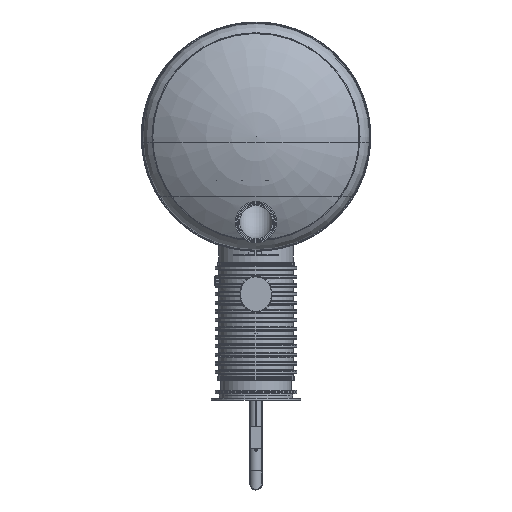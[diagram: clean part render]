
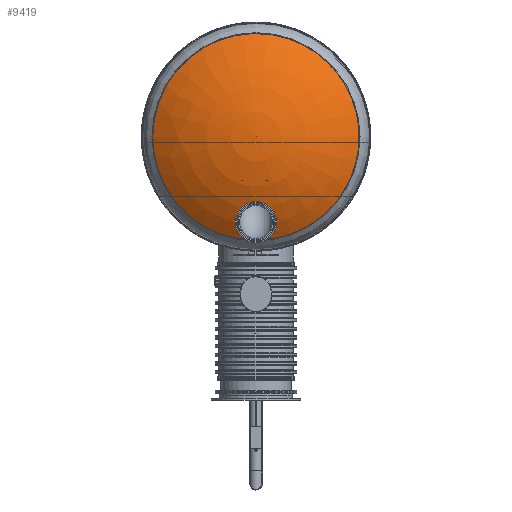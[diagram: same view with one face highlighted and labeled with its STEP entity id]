
A CAD part, left-side view. The second image highlights one B-rep face of the part: STEP entity #9419.
In plain terms, the highlighted toroidal (fillet/blend) face has major radius 3.933 mm and minor radius 1600 mm.
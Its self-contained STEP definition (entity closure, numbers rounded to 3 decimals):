
#1582=VERTEX_LOOP('',#5602);
#1584=DEGENERATE_TOROIDAL_SURFACE('',#10501,3.933,1600.,.F.);
#1589=B_SPLINE_CURVE_WITH_KNOTS('',3,(#14891,#14892,#14893,#14894,#14895,
#14896,#14897,#14898,#14899,#14900,#14901,#14902,#14903,#14904,#14905,#14906,
#14907,#14908,#14909,#14910,#14911,#14912,#14913,#14914,#14915,#14916,#14917,
#14918,#14919,#14920,#14921,#14922,#14923,#14924,#14925,#14926,#14927,#14928,
#14929,#14930,#14931,#14932,#14933,#14934,#14935,#14936,#14937,#14938,#14939,
#14940,#14941,#14942,#14943,#14944,#14945,#14946,#14947,#14948,#14949,#14950,
#14951,#14952,#14953,#14954,#14955,#14956,#14957,#14958,#14959,#14960,#14961,
#14962,#14963,#14964,#14965,#14966,#14967,#14968,#14969,#14970,#14971,#14972,
#14973),.UNSPECIFIED.,.T.,.F.,(1,1,1,1,1,1,1,1,1,1,1,1,1,1,1,1,1,1,1,1,
1,1,1,1,1,1,1,1,1,1,1,1,1,1,1,1,1,1,1,1,1,1,1,1,1,1,1,1,1,1,1,1,1,1,1,1,
1,1,1,1,1,1,1,1,1,1,1,1,1,1,1,1,1,1,1,1,1,1,1,1,1,1,1,1,1,1,1),(-0.033,
-0.016,-0.008,0.,0.016,
0.033,0.049,0.058,0.066,
0.082,0.099,0.115,0.132,
0.148,0.165,0.181,0.198,
0.214,0.231,0.247,0.255,
0.264,0.28,0.297,0.313,
0.329,0.346,0.354,0.362,
0.379,0.395,0.412,0.42,
0.428,0.445,0.461,0.478,
0.486,0.494,0.502,0.511,
0.527,0.544,0.552,0.56,
0.568,0.577,0.593,0.61,
0.618,0.626,0.642,0.659,
0.667,0.675,0.692,0.708,
0.717,0.725,0.741,0.758,
0.774,0.791,0.807,0.824,
0.84,0.857,0.865,0.873,
0.881,0.89,0.922,0.931,
0.939,0.955,0.972,0.988,
0.997,1.005,1.013,1.021,1.038,
1.046,1.054,1.071,1.087,1.104),
 .UNSPECIFIED.);
#1897=ORIENTED_EDGE('',*,*,#4367,.F.);
#1898=ORIENTED_EDGE('',*,*,#4368,.F.);
#4367=EDGE_CURVE('',#5603,#5603,#6549,.T.);
#4368=EDGE_CURVE('',#5604,#5604,#1589,.T.);
#5602=VERTEX_POINT('',#14888);
#5603=VERTEX_POINT('',#14890);
#5604=VERTEX_POINT('',#14974);
#6549=CIRCLE('',#10502,923.143);
#7150=EDGE_LOOP('',(#1897));
#7151=EDGE_LOOP('',(#1898));
#8281=FACE_BOUND('',#1582,.T.);
#8282=FACE_BOUND('',#7150,.T.);
#8283=FACE_BOUND('',#7151,.T.);
#9419=ADVANCED_FACE('',(#8281,#8282,#8283),#1584,.F.);
#10501=AXIS2_PLACEMENT_3D('',#14887,#11836,#11837);
#10502=AXIS2_PLACEMENT_3D('',#14889,#11838,#11839);
#11836=DIRECTION('',(0.,0.,-1.));
#11837=DIRECTION('',(-1.,0.,0.));
#11838=DIRECTION('',(0.,0.,-1.));
#11839=DIRECTION('',(-1.,0.,0.));
#14887=CARTESIAN_POINT('',(0.,0.,-1239.989));
#14888=CARTESIAN_POINT('',(0.,0.,360.006));
#14889=CARTESIAN_POINT('',(0.,0.,64.055));
#14890=CARTESIAN_POINT('',(-923.143,0.,64.055));
#14891=CARTESIAN_POINT('',(-125.788,662.566,209.11));
#14892=CARTESIAN_POINT('',(-119.383,654.493,213.349));
#14893=CARTESIAN_POINT('',(-110.64,645.001,218.318));
#14894=CARTESIAN_POINT('',(-99.026,634.644,223.72));
#14895=CARTESIAN_POINT('',(-88.378,626.892,227.749));
#14896=CARTESIAN_POINT('',(-79.22,621.245,230.678));
#14897=CARTESIAN_POINT('',(-69.823,616.097,233.344));
#14898=CARTESIAN_POINT('',(-57.602,610.568,236.202));
#14899=CARTESIAN_POINT('',(-42.201,605.412,238.862));
#14900=CARTESIAN_POINT('',(-25.93,601.805,240.72));
#14901=CARTESIAN_POINT('',(-9.577,599.959,241.669));
#14902=CARTESIAN_POINT('',(6.892,599.809,241.747));
#14903=CARTESIAN_POINT('',(23.562,601.428,240.914));
#14904=CARTESIAN_POINT('',(39.647,604.733,239.211));
#14905=CARTESIAN_POINT('',(55.218,609.644,236.679));
#14906=CARTESIAN_POINT('',(70.268,616.184,233.299));
#14907=CARTESIAN_POINT('',(84.203,624.036,229.232));
#14908=CARTESIAN_POINT('',(95.002,631.635,225.285));
#14909=CARTESIAN_POINT('',(103.168,638.358,221.783));
#14910=CARTESIAN_POINT('',(110.89,645.394,218.112));
#14911=CARTESIAN_POINT('',(119.729,654.742,213.22));
#14912=CARTESIAN_POINT('',(129.096,666.796,206.888));
#14913=CARTESIAN_POINT('',(137.252,679.706,200.075));
#14914=CARTESIAN_POINT('',(143.976,693.028,193.011));
#14915=CARTESIAN_POINT('',(148.473,704.498,186.9));
#14916=CARTESIAN_POINT('',(151.411,713.874,181.885));
#14917=CARTESIAN_POINT('',(153.916,723.414,176.769));
#14918=CARTESIAN_POINT('',(156.179,735.43,170.299));
#14919=CARTESIAN_POINT('',(157.538,749.863,162.486));
#14920=CARTESIAN_POINT('',(157.566,761.932,155.916));
#14921=CARTESIAN_POINT('',(156.92,771.601,150.631));
#14922=CARTESIAN_POINT('',(155.817,781.306,145.31));
#14923=CARTESIAN_POINT('',(153.61,793.233,138.744));
#14924=CARTESIAN_POINT('',(149.672,807.199,131.012));
#14925=CARTESIAN_POINT('',(145.308,818.556,124.69));
#14926=CARTESIAN_POINT('',(141.15,827.462,119.713));
#14927=CARTESIAN_POINT('',(137.679,834.065,116.012));
#14928=CARTESIAN_POINT('',(133.882,840.521,112.384));
#14929=CARTESIAN_POINT('',(128.434,848.854,107.689));
#14930=CARTESIAN_POINT('',(120.881,858.789,102.07));
#14931=CARTESIAN_POINT('',(112.322,868.065,96.798));
#14932=CARTESIAN_POINT('',(104.842,875.071,92.803));
#14933=CARTESIAN_POINT('',(98.894,880.117,89.919));
#14934=CARTESIAN_POINT('',(92.63,884.914,87.172));
#14935=CARTESIAN_POINT('',(84.007,890.857,83.762));
#14936=CARTESIAN_POINT('',(72.659,897.489,79.945));
#14937=CARTESIAN_POINT('',(60.546,903.024,76.75));
#14938=CARTESIAN_POINT('',(50.371,906.755,74.592));
#14939=CARTESIAN_POINT('',(39.839,910.004,72.711));
#14940=CARTESIAN_POINT('',(26.51,912.992,70.978));
#14941=CARTESIAN_POINT('',(12.908,914.59,70.05));
#14942=CARTESIAN_POINT('',(1.883,915.014,69.804));
#14943=CARTESIAN_POINT('',(-9.294,914.85,69.898));
#14944=CARTESIAN_POINT('',(-23.041,913.546,70.656));
#14945=CARTESIAN_POINT('',(-36.449,910.847,72.222));
#14946=CARTESIAN_POINT('',(-46.986,907.855,73.955));
#14947=CARTESIAN_POINT('',(-57.38,904.305,76.009));
#14948=CARTESIAN_POINT('',(-69.731,898.975,79.088));
#14949=CARTESIAN_POINT('',(-83.656,891.216,83.557));
#14950=CARTESIAN_POINT('',(-96.715,882.091,88.792));
#14951=CARTESIAN_POINT('',(-108.478,871.982,94.568));
#14952=CARTESIAN_POINT('',(-119.07,860.926,100.858));
#14953=CARTESIAN_POINT('',(-128.531,848.898,107.667));
#14954=CARTESIAN_POINT('',(-136.606,836.309,114.757));
#14955=CARTESIAN_POINT('',(-142.262,825.349,120.897));
#14956=CARTESIAN_POINT('',(-146.149,816.314,125.938));
#14957=CARTESIAN_POINT('',(-148.752,809.388,129.792));
#14958=CARTESIAN_POINT('',(-151.017,802.374,133.683));
#14959=CARTESIAN_POINT('',(-154.856,788.273,141.485));
#14960=CARTESIAN_POINT('',(-157.027,773.936,149.363));
#14961=CARTESIAN_POINT('',(-157.545,759.384,157.302));
#14962=CARTESIAN_POINT('',(-157.437,749.598,162.626));
#14963=CARTESIAN_POINT('',(-156.454,737.479,169.192));
#14964=CARTESIAN_POINT('',(-153.949,723.15,176.913));
#14965=CARTESIAN_POINT('',(-150.75,711.378,183.223));
#14966=CARTESIAN_POINT('',(-147.506,702.074,188.191));
#14967=CARTESIAN_POINT('',(-144.714,695.139,191.885));
#14968=CARTESIAN_POINT('',(-141.578,688.308,195.514));
#14969=CARTESIAN_POINT('',(-136.972,679.42,200.224));
#14970=CARTESIAN_POINT('',(-131.712,670.831,204.76));
#14971=CARTESIAN_POINT('',(-125.788,662.566,209.11));
#14972=CARTESIAN_POINT('',(-119.383,654.493,213.349));
#14973=CARTESIAN_POINT('',(-110.64,645.001,218.318));
#14974=CARTESIAN_POINT('',(-120.935,656.551,212.267));
